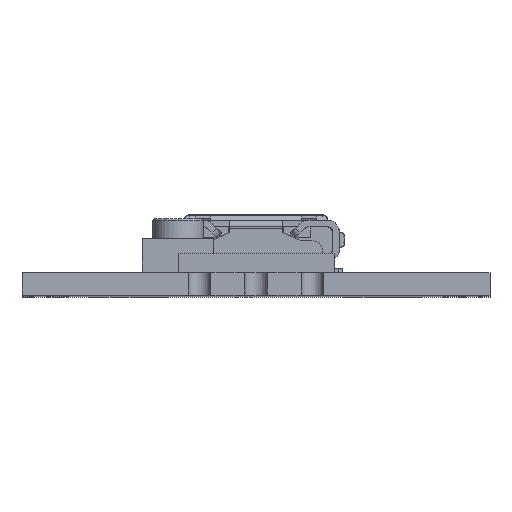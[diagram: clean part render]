
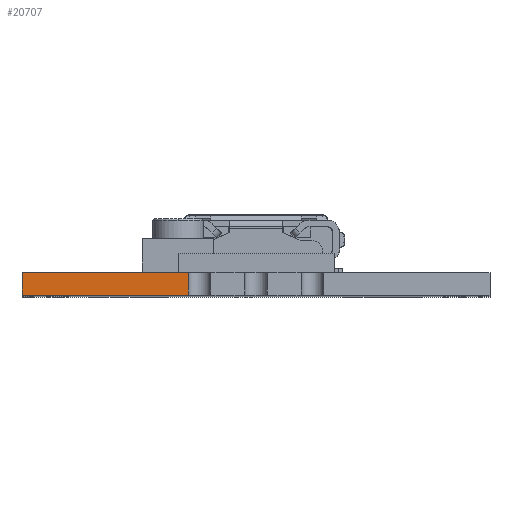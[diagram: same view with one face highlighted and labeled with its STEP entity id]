
A CAD part, top view. The second image highlights one B-rep face of the part: STEP entity #20707.
In plain terms, the highlighted planar face has unit normal (0, 0, 1).
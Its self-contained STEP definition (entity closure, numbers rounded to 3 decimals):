
#3786 = FACE_OUTER_BOUND ( 'NONE', #33048, .T. ) ;
#4042 = PLANE ( 'NONE',  #37490 ) ;
#4171 = LINE ( 'NONE', #35883, #48547 ) ;
#4486 = CARTESIAN_POINT ( 'NONE',  ( -3.34, 0.499, 25.5 ) ) ;
#5041 = LINE ( 'NONE', #16413, #45543 ) ;
#6357 = DIRECTION ( 'NONE',  ( 0., -1., 0. ) ) ;
#6880 = CARTESIAN_POINT ( 'NONE',  ( -3.04, 0.5, 25.5 ) ) ;
#7694 = ORIENTED_EDGE ( 'NONE', *, *, #30507, .T. ) ;
#10449 = VECTOR ( 'NONE', #40850, 1000. ) ;
#10509 = EDGE_CURVE ( 'NONE', #26086, #14332, #5041, .T. ) ;
#10678 = CARTESIAN_POINT ( 'NONE',  ( -3.34, -0.5, 25.5 ) ) ;
#10889 = DIRECTION ( 'NONE',  ( 0., -1., 0. ) ) ;
#11212 = LINE ( 'NONE', #27310, #29273 ) ;
#11472 = DIRECTION ( 'NONE',  ( 1., 0., 0. ) ) ;
#12235 = DIRECTION ( 'NONE',  ( 0., 0., 1. ) ) ;
#12828 = LINE ( 'NONE', #21713, #10449 ) ;
#13284 = EDGE_CURVE ( 'NONE', #38144, #49949, #15314, .T. ) ;
#14332 = VERTEX_POINT ( 'NONE', #23018 ) ;
#14727 = LINE ( 'NONE', #38248, #48367 ) ;
#15314 = LINE ( 'NONE', #6880, #41285 ) ;
#15393 = CARTESIAN_POINT ( 'NONE',  ( -10.5, -0.5, 25.5 ) ) ;
#15486 = VERTEX_POINT ( 'NONE', #39173 ) ;
#15573 = EDGE_CURVE ( 'NONE', #19749, #20584, #31490, .T. ) ;
#16413 = CARTESIAN_POINT ( 'NONE',  ( -10.5, -0.5, 25.5 ) ) ;
#16756 = VECTOR ( 'NONE', #10889, 1000. ) ;
#17570 = ORIENTED_EDGE ( 'NONE', *, *, #47697, .F. ) ;
#17937 = DIRECTION ( 'NONE',  ( -1., 0., 0. ) ) ;
#18188 = ORIENTED_EDGE ( 'NONE', *, *, #13284, .F. ) ;
#19749 = VERTEX_POINT ( 'NONE', #30343 ) ;
#20584 = VERTEX_POINT ( 'NONE', #10678 ) ;
#20707 = ADVANCED_FACE ( 'NONE', ( #3786 ), #4042, .T. ) ;
#21713 = CARTESIAN_POINT ( 'NONE',  ( -3.34, -3.079, 25.5 ) ) ;
#22571 = ORIENTED_EDGE ( 'NONE', *, *, #27390, .T. ) ;
#23018 = CARTESIAN_POINT ( 'NONE',  ( -10.5, 0.5, 25.5 ) ) ;
#24893 = CARTESIAN_POINT ( 'NONE',  ( -10.5, -0.5, 25.5 ) ) ;
#26086 = VERTEX_POINT ( 'NONE', #24893 ) ;
#27310 = CARTESIAN_POINT ( 'NONE',  ( -10.5, -0.5, 25.5 ) ) ;
#27390 = EDGE_CURVE ( 'NONE', #33467, #15486, #12828, .T. ) ;
#29273 = VECTOR ( 'NONE', #11472, 1000. ) ;
#29495 = VECTOR ( 'NONE', #17937, 1000. ) ;
#29911 = ORIENTED_EDGE ( 'NONE', *, *, #41944, .F. ) ;
#30343 = CARTESIAN_POINT ( 'NONE',  ( -3.34, -0.499, 25.5 ) ) ;
#30507 = EDGE_CURVE ( 'NONE', #38144, #33467, #14727, .T. ) ;
#31455 = ORIENTED_EDGE ( 'NONE', *, *, #15573, .F. ) ;
#31490 = LINE ( 'NONE', #47095, #16756 ) ;
#31821 = ORIENTED_EDGE ( 'NONE', *, *, #43941, .T. ) ;
#33048 = EDGE_LOOP ( 'NONE', ( #31455, #17570, #18188, #7694, #22571, #29911, #47141, #31821 ) ) ;
#33467 = VERTEX_POINT ( 'NONE', #4486 ) ;
#33811 = CARTESIAN_POINT ( 'NONE',  ( -3.04, -0.499, 25.5 ) ) ;
#35073 = DIRECTION ( 'NONE',  ( -1., 0., 0. ) ) ;
#35883 = CARTESIAN_POINT ( 'NONE',  ( -10.5, 0.5, 25.5 ) ) ;
#36403 = DIRECTION ( 'NONE',  ( 1., 0., 0. ) ) ;
#37490 = AXIS2_PLACEMENT_3D ( 'NONE', #15393, #12235, #43675 ) ;
#38144 = VERTEX_POINT ( 'NONE', #38592 ) ;
#38248 = CARTESIAN_POINT ( 'NONE',  ( -10.5, 0.499, 25.5 ) ) ;
#38295 = LINE ( 'NONE', #49654, #29495 ) ;
#38592 = CARTESIAN_POINT ( 'NONE',  ( -3.04, 0.499, 25.5 ) ) ;
#39173 = CARTESIAN_POINT ( 'NONE',  ( -3.34, 0.5, 25.5 ) ) ;
#40850 = DIRECTION ( 'NONE',  ( 0., 1., 0. ) ) ;
#41285 = VECTOR ( 'NONE', #6357, 1000. ) ;
#41490 = DIRECTION ( 'NONE',  ( 0., 1., 0. ) ) ;
#41944 = EDGE_CURVE ( 'NONE', #14332, #15486, #4171, .T. ) ;
#43675 = DIRECTION ( 'NONE',  ( 1., 0., 0. ) ) ;
#43941 = EDGE_CURVE ( 'NONE', #26086, #20584, #11212, .T. ) ;
#45543 = VECTOR ( 'NONE', #41490, 1000. ) ;
#47095 = CARTESIAN_POINT ( 'NONE',  ( -3.34, -0.499, 25.5 ) ) ;
#47141 = ORIENTED_EDGE ( 'NONE', *, *, #10509, .F. ) ;
#47697 = EDGE_CURVE ( 'NONE', #49949, #19749, #38295, .T. ) ;
#48367 = VECTOR ( 'NONE', #35073, 1000. ) ;
#48547 = VECTOR ( 'NONE', #36403, 1000. ) ;
#49654 = CARTESIAN_POINT ( 'NONE',  ( -3.34, -0.499, 25.5 ) ) ;
#49949 = VERTEX_POINT ( 'NONE', #33811 ) ;
